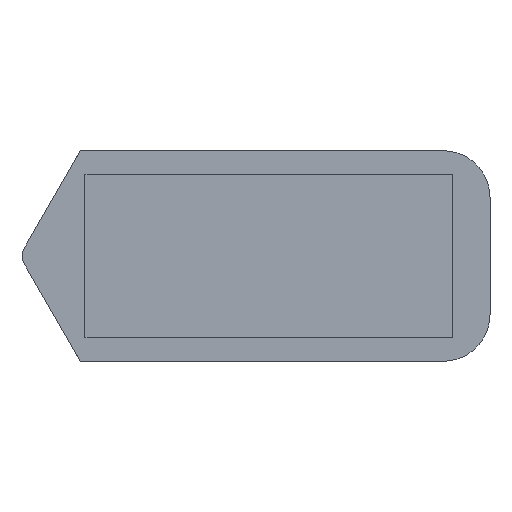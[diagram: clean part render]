
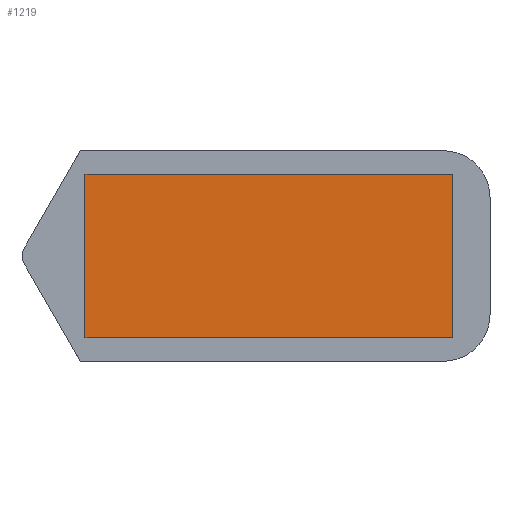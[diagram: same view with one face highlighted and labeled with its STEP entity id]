
A CAD part, front view. The second image highlights one B-rep face of the part: STEP entity #1219.
In plain terms, the highlighted planar face has unit normal (0, -1, 0).
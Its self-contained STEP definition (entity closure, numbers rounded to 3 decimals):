
#31=FACE_OUTER_BOUND('',#93,.T.);
#93=EDGE_LOOP('',(#783,#784,#785,#786));
#149=LINE('',#1653,#311);
#153=LINE('',#1662,#315);
#165=LINE('',#1688,#327);
#166=LINE('',#1690,#328);
#311=VECTOR('',#1351,7.);
#315=VECTOR('',#1357,7.);
#327=VECTOR('',#1377,15.72);
#328=VECTOR('',#1380,15.72);
#473=VERTEX_POINT('',#1651);
#474=VERTEX_POINT('',#1652);
#477=VERTEX_POINT('',#1660);
#478=VERTEX_POINT('',#1661);
#585=EDGE_CURVE('',#473,#474,#149,.T.);
#589=EDGE_CURVE('',#477,#478,#153,.T.);
#603=EDGE_CURVE('',#478,#473,#165,.T.);
#604=EDGE_CURVE('',#474,#477,#166,.T.);
#783=ORIENTED_EDGE('',*,*,#603,.F.);
#784=ORIENTED_EDGE('',*,*,#589,.F.);
#785=ORIENTED_EDGE('',*,*,#604,.F.);
#786=ORIENTED_EDGE('',*,*,#585,.F.);
#1100=PLANE('',#1285);
#1219=ADVANCED_FACE('',(#31),#1100,.F.);
#1285=AXIS2_PLACEMENT_3D('',#1691,#1381,#1382);
#1351=DIRECTION('',(0.,0.,1.));
#1357=DIRECTION('',(0.,0.,-1.));
#1377=DIRECTION('',(-1.,0.,0.));
#1380=DIRECTION('',(1.,0.,0.));
#1381=DIRECTION('center_axis',(0.,1.,0.));
#1382=DIRECTION('ref_axis',(0.,0.,1.));
#1651=CARTESIAN_POINT('',(2.692,-6.75,1.));
#1652=CARTESIAN_POINT('',(2.692,-6.75,8.));
#1653=CARTESIAN_POINT('',(2.692,-6.75,1.));
#1660=CARTESIAN_POINT('',(18.412,-6.75,8.));
#1661=CARTESIAN_POINT('',(18.412,-6.75,1.));
#1662=CARTESIAN_POINT('',(18.412,-6.75,8.));
#1688=CARTESIAN_POINT('',(18.412,-6.75,1.));
#1690=CARTESIAN_POINT('',(2.692,-6.75,8.));
#1691=CARTESIAN_POINT('Origin',(3.552,-6.75,4.5));
